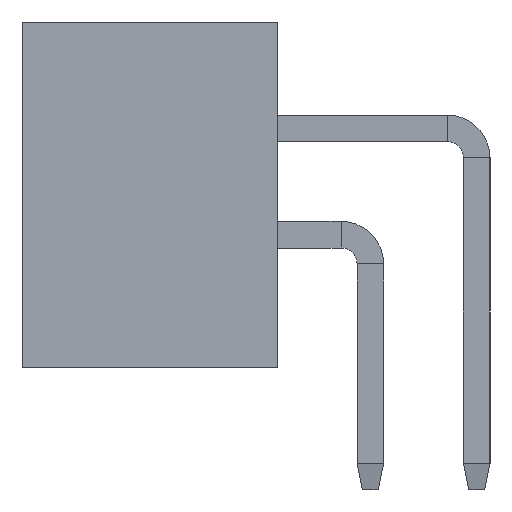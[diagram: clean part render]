
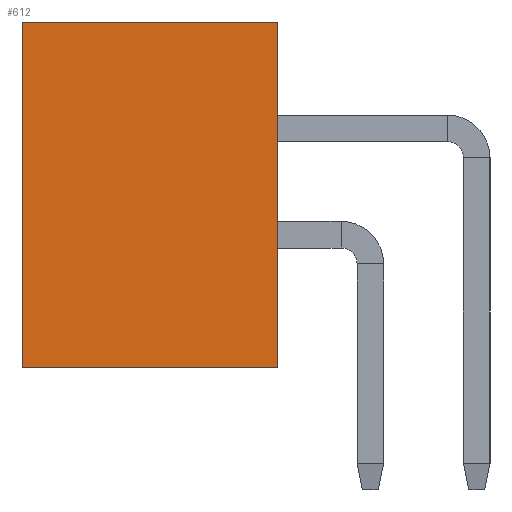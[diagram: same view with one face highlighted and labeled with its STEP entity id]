
A CAD part, left-side view. The second image highlights one B-rep face of the part: STEP entity #612.
In plain terms, the highlighted planar face has unit normal (-1, 0, 0).
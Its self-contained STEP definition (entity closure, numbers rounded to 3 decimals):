
#525=CARTESIAN_POINT('',(-8.085,-2.4,2.999));
#526=VERTEX_POINT('',#525);
#536=CARTESIAN_POINT('',(-8.085,-2.4,-3.5));
#537=VERTEX_POINT('',#536);
#538=CARTESIAN_POINT('',(-8.085,-2.4,2.999));
#539=CARTESIAN_POINT('',(-8.085,-2.4,1.699));
#540=CARTESIAN_POINT('',(-8.085,-2.4,0.399));
#541=CARTESIAN_POINT('',(-8.085,-2.4,-0.9));
#542=CARTESIAN_POINT('',(-8.085,-2.4,-2.2));
#543=CARTESIAN_POINT('',(-8.085,-2.4,-3.5));
#544=B_SPLINE_CURVE_WITH_KNOTS('',5,(#538,#539,#540,#541,#542,#543),.UNSPECIFIED.,.F.,.U.,(6,6),(0.,6.5),.UNSPECIFIED.);
#545=EDGE_CURVE('',#526,#537,#544,.T.);
#576=CARTESIAN_POINT('',(-8.085,-0.001,-0.251));
#577=DIRECTION('',(0.,0.,1.));
#578=DIRECTION('',(-1.,0.,0.));
#579=AXIS2_PLACEMENT_3D('',#576,#578,#577);
#580=PLANE('',#579);
#581=CARTESIAN_POINT('',(-8.085,2.399,2.999));
#582=VERTEX_POINT('',#581);
#583=CARTESIAN_POINT('',(-8.085,-2.4,2.999));
#584=CARTESIAN_POINT('',(-8.085,-1.44,2.999));
#585=CARTESIAN_POINT('',(-8.085,-0.48,2.999));
#586=CARTESIAN_POINT('',(-8.085,0.479,2.999));
#587=CARTESIAN_POINT('',(-8.085,1.439,2.999));
#588=CARTESIAN_POINT('',(-8.085,2.399,2.999));
#589=B_SPLINE_CURVE_WITH_KNOTS('',5,(#583,#584,#585,#586,#587,#588),.UNSPECIFIED.,.F.,.U.,(6,6),(0.,4.8),.UNSPECIFIED.);
#590=EDGE_CURVE('',#526,#582,#589,.T.);
#591=ORIENTED_EDGE('',*,*,#590,.T.);
#592=CARTESIAN_POINT('',(-8.085,2.399,-3.5));
#593=VERTEX_POINT('',#592);
#594=CARTESIAN_POINT('',(-8.085,2.399,2.999));
#595=DIRECTION('',(0.,0.,-1.));
#596=VECTOR('',#595,6.5);
#597=LINE('',#594,#596);
#598=EDGE_CURVE('',#582,#593,#597,.T.);
#599=ORIENTED_EDGE('',*,*,#598,.T.);
#600=CARTESIAN_POINT('',(-8.085,2.399,-3.5));
#601=CARTESIAN_POINT('',(-8.085,1.439,-3.5));
#602=CARTESIAN_POINT('',(-8.085,0.479,-3.5));
#603=CARTESIAN_POINT('',(-8.085,-0.48,-3.5));
#604=CARTESIAN_POINT('',(-8.085,-1.44,-3.5));
#605=CARTESIAN_POINT('',(-8.085,-2.4,-3.5));
#606=B_SPLINE_CURVE_WITH_KNOTS('',5,(#600,#601,#602,#603,#604,#605),.UNSPECIFIED.,.F.,.U.,(6,6),(0.,4.8),.UNSPECIFIED.);
#607=EDGE_CURVE('',#593,#537,#606,.T.);
#608=ORIENTED_EDGE('',*,*,#607,.T.);
#609=ORIENTED_EDGE('',*,*,#545,.F.);
#610=EDGE_LOOP('',(#591,#599,#608,#609));
#611=FACE_OUTER_BOUND('',#610,.T.);
#612=ADVANCED_FACE('',(#611),#580,.T.);
